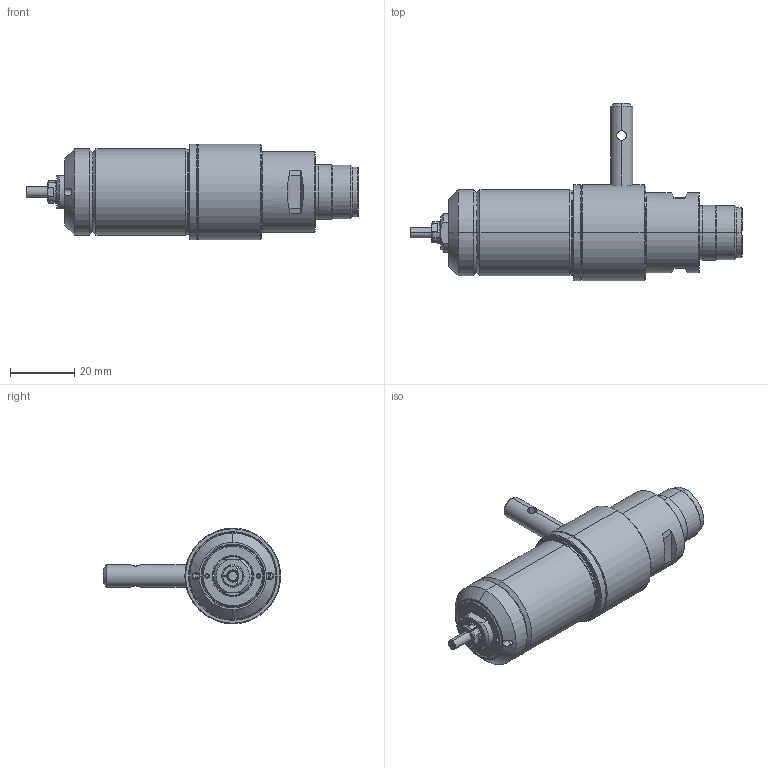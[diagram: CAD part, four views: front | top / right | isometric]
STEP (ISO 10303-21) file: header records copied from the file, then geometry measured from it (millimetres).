
FILE_DESCRIPTION (( 'STEP AP203' ), '1' );
FILE_NAME ('NRR-2651 Assy.STEP', '2016-01-22T06:14:21', ( '株式会社ナカニシ' ), ( 'Microsoft' ), 'SwSTEP 2.0', 'SolidWorks 2013', '' );
FILE_SCHEMA (( 'CONFIG_CONTROL_DESIGN' ));
Length unit declared in the file: millimetre
Products named in the file (1): NRR-2651 Assy
Bounding box: 103.4 x 55.2 x 29.8 mm (x, y, z)
Surface area: 11775.1 mm2 (no closed solid volume)
Topology: 0 solids, 14 shells, 177 faces, 473 edges, 311 vertices
Faces by surface type: cone 65, plane 55, cylinder 53, torus 4
Entity records: 5869 total; most frequent: CARTESIAN_POINT 1381, DIRECTION 979, ORIENTED_EDGE 840, EDGE_CURVE 473, AXIS2_PLACEMENT_3D 391, VERTEX_POINT 311, CIRCLE 213, VECTOR 197
